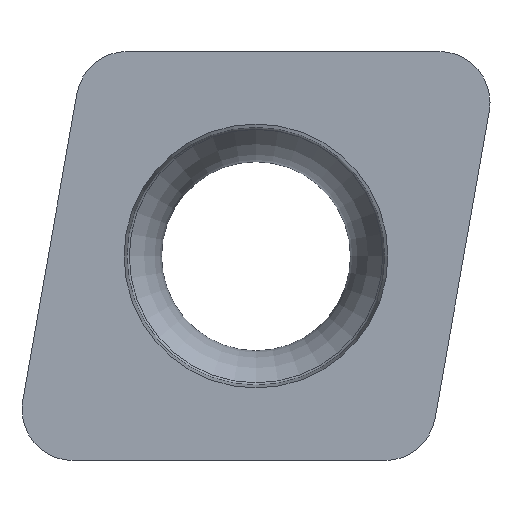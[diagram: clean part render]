
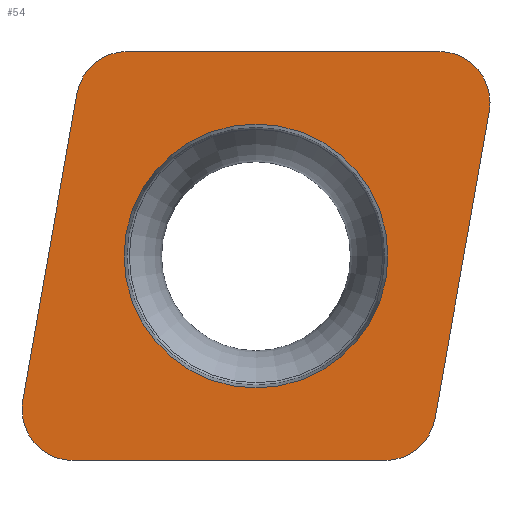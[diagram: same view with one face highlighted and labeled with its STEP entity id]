
A CAD part, top view. The second image highlights one B-rep face of the part: STEP entity #54.
In plain terms, the highlighted planar face has unit normal (0, 0, 1).
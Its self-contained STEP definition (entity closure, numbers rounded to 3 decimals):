
#54=ADVANCED_FACE('',(#103,#104),#68,.T.);
#68=PLANE('',#299);
#73=LINE('',#473,#89);
#77=LINE('',#481,#93);
#80=LINE('',#487,#96);
#83=LINE('',#493,#99);
#89=VECTOR('',#333,1.0);
#93=VECTOR('',#339,1.0);
#96=VECTOR('',#344,1.0);
#99=VECTOR('',#349,1.0);
#103=FACE_BOUND('',#119,.T.);
#104=FACE_BOUND('',#120,.T.);
#119=EDGE_LOOP('',(#158));
#120=EDGE_LOOP('',(#159,#160,#161,#162,#163,#164,#165,#166));
#158=ORIENTED_EDGE('',*,*,#233,.F.);
#159=ORIENTED_EDGE('',*,*,#231,.T.);
#160=ORIENTED_EDGE('',*,*,#234,.T.);
#161=ORIENTED_EDGE('',*,*,#221,.T.);
#162=ORIENTED_EDGE('',*,*,#235,.T.);
#163=ORIENTED_EDGE('',*,*,#225,.T.);
#164=ORIENTED_EDGE('',*,*,#236,.T.);
#165=ORIENTED_EDGE('',*,*,#228,.T.);
#166=ORIENTED_EDGE('',*,*,#237,.T.);
#200=VERTEX_POINT('',#474);
#201=VERTEX_POINT('',#475);
#202=VERTEX_POINT('',#480);
#203=VERTEX_POINT('',#482);
#204=VERTEX_POINT('',#486);
#205=VERTEX_POINT('',#488);
#206=VERTEX_POINT('',#492);
#207=VERTEX_POINT('',#494);
#208=VERTEX_POINT('',#498);
#221=EDGE_CURVE('',#200,#201,#73,.T.);
#225=EDGE_CURVE('',#203,#202,#77,.T.);
#228=EDGE_CURVE('',#205,#204,#80,.T.);
#231=EDGE_CURVE('',#207,#206,#83,.T.);
#233=EDGE_CURVE('',#208,#208,#246,.T.);
#234=EDGE_CURVE('',#206,#200,#247,.T.);
#235=EDGE_CURVE('',#201,#203,#248,.T.);
#236=EDGE_CURVE('',#202,#205,#249,.T.);
#237=EDGE_CURVE('',#204,#207,#250,.T.);
#246=CIRCLE('',#294,3.071);
#247=CIRCLE('',#295,1.191);
#248=CIRCLE('',#296,1.191);
#249=CIRCLE('',#297,1.191);
#250=CIRCLE('',#298,1.191);
#294=AXIS2_PLACEMENT_3D('',#497,#353,#354);
#295=AXIS2_PLACEMENT_3D('',#499,#355,#356);
#296=AXIS2_PLACEMENT_3D('',#500,#357,#358);
#297=AXIS2_PLACEMENT_3D('',#501,#359,#360);
#298=AXIS2_PLACEMENT_3D('',#502,#361,#362);
#299=AXIS2_PLACEMENT_3D('',#503,#363,#364);
#333=DIRECTION('',(-1.0,0.,0.));
#339=DIRECTION('',(-0.174,-0.985,0.));
#344=DIRECTION('',(1.0,0.,0.));
#349=DIRECTION('',(0.174,0.985,0.));
#353=DIRECTION('',(0.0,0.0,1.0));
#354=DIRECTION('',(-0.766,-0.643,0.0));
#355=DIRECTION('',(0.,0.,1.0));
#356=DIRECTION('',(-0.643,0.766,0.));
#357=DIRECTION('',(0.,0.,1.0));
#358=DIRECTION('',(-0.643,0.766,0.));
#359=DIRECTION('',(0.,0.,1.0));
#360=DIRECTION('',(-0.643,0.766,0.));
#361=DIRECTION('',(0.,0.,1.0));
#362=DIRECTION('',(-0.643,0.766,0.));
#363=DIRECTION('',(0.,0.,1.0));
#364=DIRECTION('',(-0.643,0.766,0.));
#473=CARTESIAN_POINT('',(5.676,9.525,0.));
#474=CARTESIAN_POINT('',(9.933,9.525,0.));
#475=CARTESIAN_POINT('',(2.679,9.525,0.));
#480=CARTESIAN_POINT('',(0.246,1.397,0.));
#481=CARTESIAN_POINT('',(0.986,5.589,0.));
#482=CARTESIAN_POINT('',(1.506,8.541,0.));
#486=CARTESIAN_POINT('',(8.673,0.,0.));
#487=CARTESIAN_POINT('',(5.676,0.,0.));
#488=CARTESIAN_POINT('',(1.419,0.,0.));
#492=CARTESIAN_POINT('',(11.105,8.128,0.));
#493=CARTESIAN_POINT('',(10.366,3.936,0.));
#494=CARTESIAN_POINT('',(9.845,0.984,0.));
#497=CARTESIAN_POINT('',(5.676,4.763,0.0));
#498=CARTESIAN_POINT('',(3.323,2.788,0.0));
#499=CARTESIAN_POINT('',(9.933,8.334,0.));
#500=CARTESIAN_POINT('',(2.679,8.334,0.));
#501=CARTESIAN_POINT('',(1.419,1.191,0.));
#502=CARTESIAN_POINT('',(8.673,1.191,0.));
#503=CARTESIAN_POINT('',(5.676,4.763,0.));
